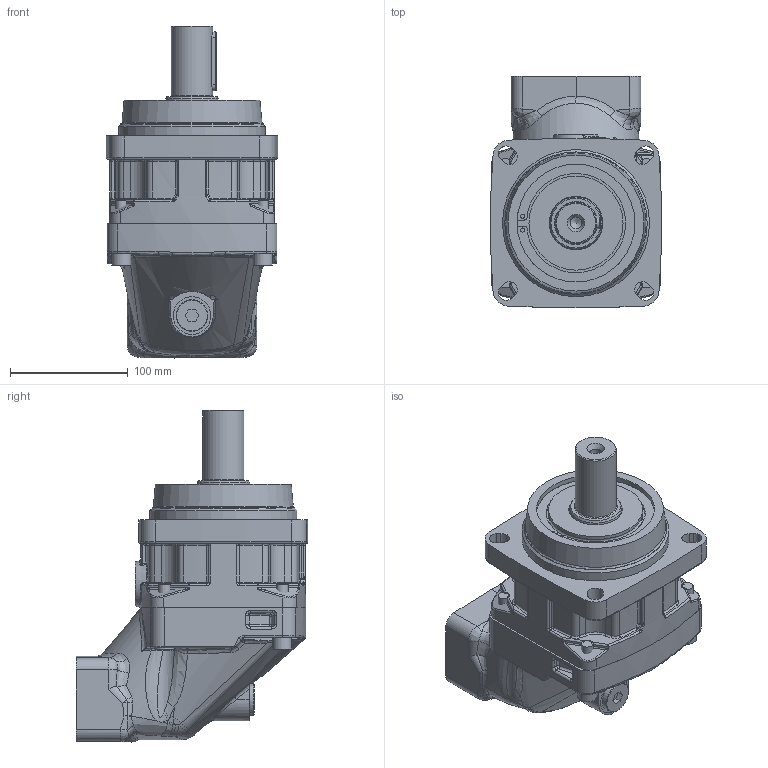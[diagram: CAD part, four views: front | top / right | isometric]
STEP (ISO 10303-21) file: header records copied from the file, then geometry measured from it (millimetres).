
FILE_DESCRIPTION(/* description */ (''),/* implementation_level */ '2;1');
FILE_NAME(/* name */ 'kminsz3k..stp',/* time_stamp */ '2020-02-14T09:49:49+00:00',/* author */ ('InventorETOServices'),/* organization */ (''),/* preprocessor_version */ 'ST-DEVELOPER v18',/* originating_system */ 'Autodesk Inventor 2020',/* authorisation */ '');
FILE_SCHEMA (('AUTOMOTIVE_DESIGN { 1 0 10303 214 3 1 1 }'));
Products named in the file (5): Intent; F11_F12.4552C23B9B061DA39D998713365E6A79; 060_bearinghsg_I_p.5BA11B695788233DDCCEA712FB32937B; 060_barrelhsg_F_I.54E199A029FA6AB1871CD5F07668E6F3; 060_shaft_K.D3D6DAF878C4393FCFDA7CC4720F666A
Assembly tree (4 placements, depth 3):
  Intent
    F11_F12.4552C23B9B061DA39D998713365E6A79
      060_bearinghsg_I_p.5BA11B695788233DDCCEA712FB32937B
      060_barrelhsg_F_I.54E199A029FA6AB1871CD5F07668E6F3
      060_shaft_K.D3D6DAF878C4393FCFDA7CC4720F666A
Bounding box: 145.43 x 196.84 x 282.1 mm (x, y, z)
Volume: 1979118 mm3; surface area: 342524.7 mm2
Topology: 3 solids, 6 shells, 1375 faces, 3384 edges, 2068 vertices
Faces by surface type: cylinder 413, bspline 393, plane 265, torus 168, cone 71, sphere 65
Full cylindrical faces by diameter (mm): 3 x2, 3.5 x2, 6 x2, 8 x4, 8.78 x8, 10 x6, 10.106 x1, 11 x4, 15 x1, 16 x4, 17 x1, 18 x2, 19 x3, 19.05 x4, 20 x1, 20.53 x2, 24 x1, 27 x1, 32 x1, 35 x1, 42.5 x1, 45 x2, 45.5 x1, 54.9 x1, 55 x1, 65 x1, 65.5 x1, 68 x1, 80 x2, 85 x1
Entity records: 77023 total; most frequent: CARTESIAN_POINT 46325, ORIENTED_EDGE 6738, DIRECTION 6159, EDGE_CURVE 3369, AXIS2_PLACEMENT_3D 2628, VERTEX_POINT 2068, CIRCLE 1566, EDGE_LOOP 1463
